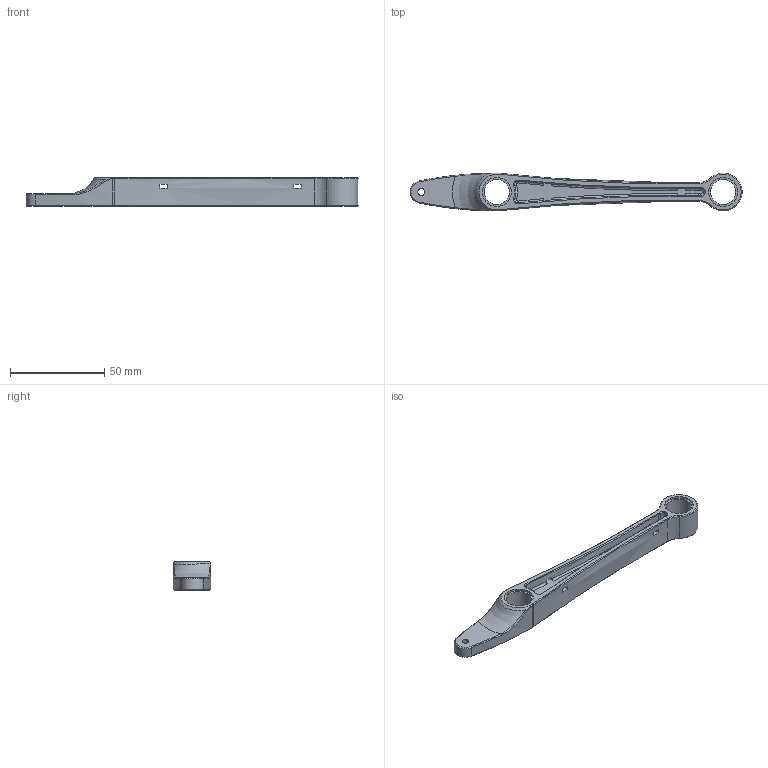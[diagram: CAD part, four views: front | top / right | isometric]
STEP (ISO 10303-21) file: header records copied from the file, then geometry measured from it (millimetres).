
FILE_DESCRIPTION(/* description */ (''),/* implementation_level */ '2;1');
FILE_NAME(/* name */ 'upperShank_ipt_e487e912.STEP',/* time_stamp */ '2024-03-27T20:42:15+02:00',/* author */ ('peter'),/* organization */ (''),/* preprocessor_version */ 'ST-DEVELOPER v18.1',/* originating_system */ 'Autodesk Inventor 2021',/* authorisation */ '');
FILE_SCHEMA (('AUTOMOTIVE_DESIGN { 1 0 10303 214 3 1 1 }'));
Length unit declared in the file: millimetre
Products named in the file (1): upperShank
Bounding box: 175.96 x 20 x 15 mm (x, y, z)
Volume: 21422.9 mm3; surface area: 12738.7 mm2
Topology: 1 solids, 1 shells, 105 faces, 262 edges, 161 vertices
Faces by surface type: cylinder 35, cone 30, plane 22, torus 10, bspline 8
Full cylindrical faces by diameter (mm): 3.7 x1, 13.3 x2, 15.3 x4
Entity records: 3642 total; most frequent: CARTESIAN_POINT 979, DIRECTION 594, ORIENTED_EDGE 524, EDGE_CURVE 262, AXIS2_PLACEMENT_3D 246, VERTEX_POINT 161, CIRCLE 142, EDGE_LOOP 121
